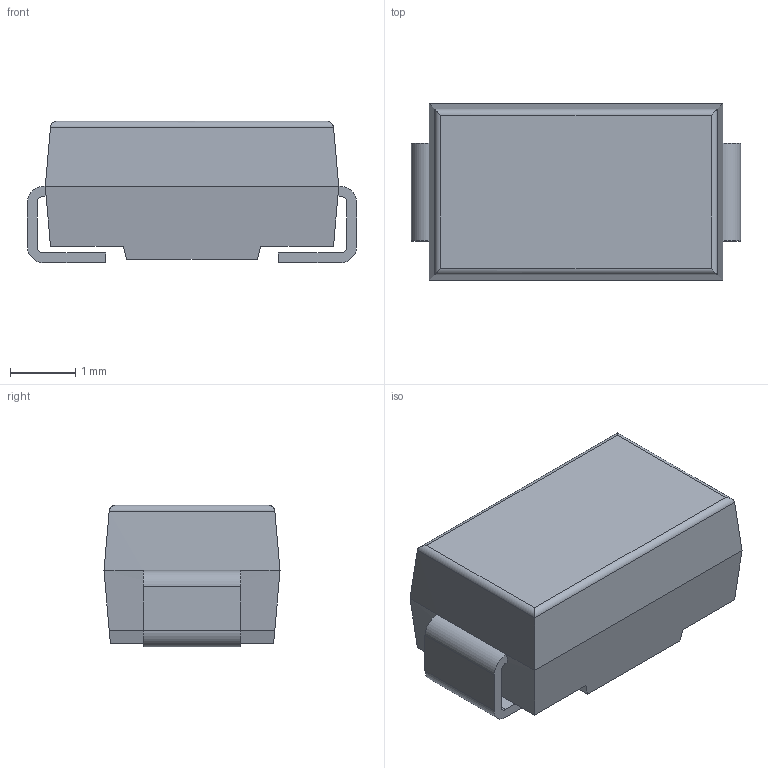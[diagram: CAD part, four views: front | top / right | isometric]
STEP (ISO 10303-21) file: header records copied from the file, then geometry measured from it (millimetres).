
FILE_DESCRIPTION(/* description */ (''),/* implementation_level */ '2;1');
FILE_NAME(/* name */ 'P25-SMA.stp',/* time_stamp */ '2018-02-06T10:23:16+01:00',/* author */ (''),/* organization */ (''),/* preprocessor_version */ 'ST-DEVELOPER v14',/* originating_system */ 'SIEMENS PLM Software NX 8.0',/* authorisation */ '');
FILE_SCHEMA (('AUTOMOTIVE_DESIGN { 1 0 10303 214 3 1 1 1 }'));
Length unit declared in the file: millimetre
Products named in the file (1): 025002-01643-a.testprt
Bounding box: 5.05 x 2.7 x 2.17 mm (x, y, z)
Volume: 24.2 mm3; surface area: 64.6 mm2
Topology: 1 solids, 1 shells, 42 faces, 108 edges, 68 vertices
Faces by surface type: plane 30, cylinder 12
Entity records: 1367 total; most frequent: CARTESIAN_POINT 225, ORIENTED_EDGE 216, DIRECTION 212, EDGE_CURVE 108, LINE 86, VECTOR 86, VERTEX_POINT 68, AXIS2_PLACEMENT_3D 63
